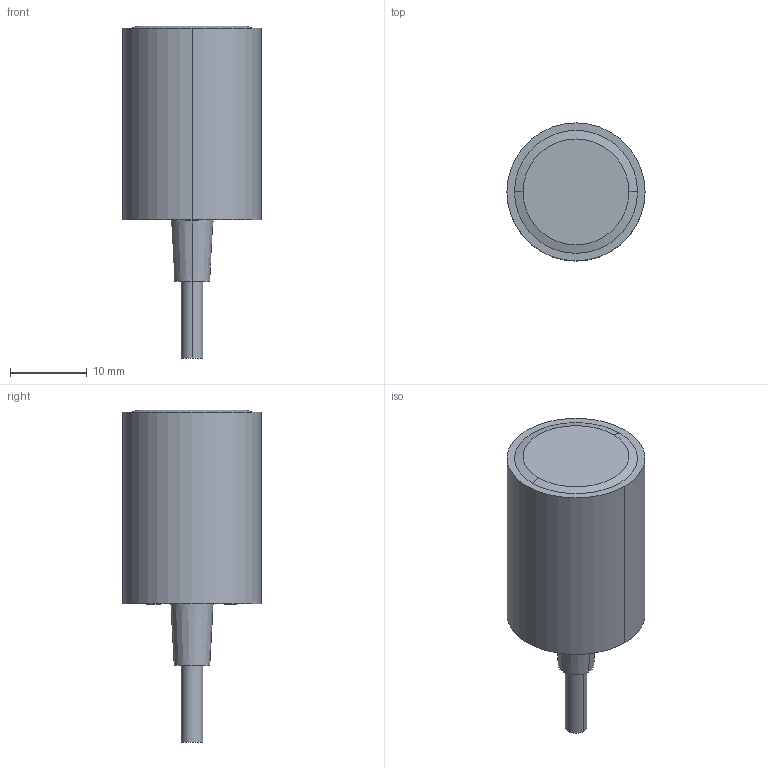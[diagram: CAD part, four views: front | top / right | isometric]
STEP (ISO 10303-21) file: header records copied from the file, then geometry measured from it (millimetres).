
FILE_DESCRIPTION((''),'2;1');
FILE_NAME('DM_CAD-2176','2015-10-21T',('Creinig-se'),(''),'PRO/ENGINEER BY PARAMETRIC TECHNOLOGY CORPORATION, 2013050','PRO/ENGINEER BY PARAMETRIC TECHNOLOGY CORPORATION, 2013050','');
FILE_SCHEMA(('CONFIG_CONTROL_DESIGN'));
Length unit declared in the file: millimetre
Products named in the file (1): DM_CAD-2176
Bounding box: 18 x 18 x 43.3 mm (x, y, z)
Volume: 6588.9 mm3; surface area: 3110.3 mm2
Topology: 1 solids, 1 shells, 25 faces, 57 edges, 46 vertices
Faces by surface type: cylinder 12, plane 9, cone 4
Entity records: 1092 total; most frequent: DIRECTION 145, CARTESIAN_POINT 115, ORIENTED_EDGE 96, PRESENTATION_STYLE_ASSIGNMENT 71, STYLED_ITEM 63, AXIS2_PLACEMENT_3D 62, CURVE_STYLE 60, EDGE_CURVE 48
